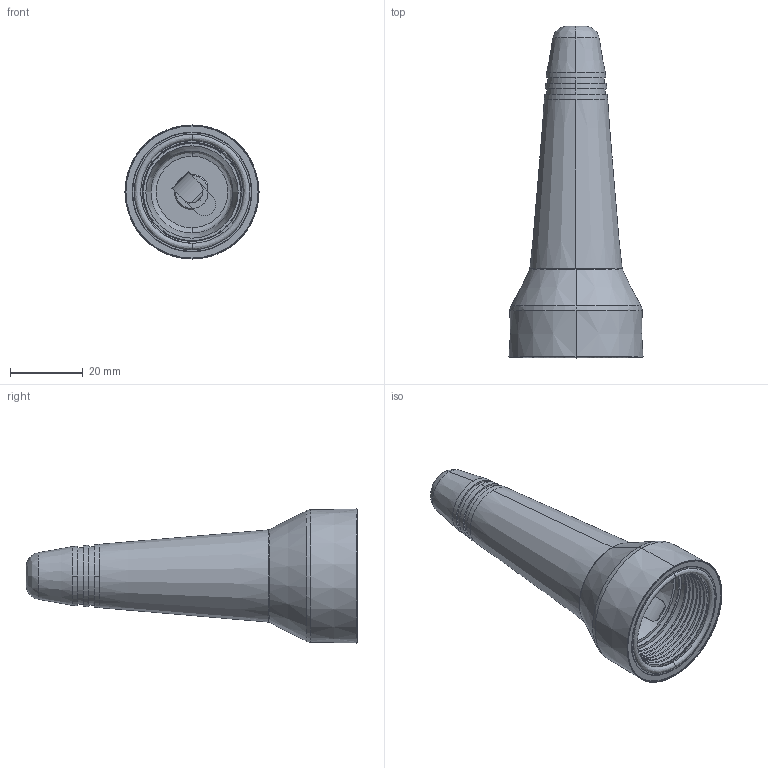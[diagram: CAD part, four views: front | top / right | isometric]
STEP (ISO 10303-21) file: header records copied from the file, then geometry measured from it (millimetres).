
FILE_DESCRIPTION (( 'STEP AP214' ), '1' );
FILE_NAME ('FM51MP1010_3D.step', '2023-01-17T21:11:56', ( '' ), ( '' ), 'SwSTEP 2.0', 'SolidWorks 2022', '' );
FILE_SCHEMA (( 'AUTOMOTIVE_DESIGN' ));
Length unit declared in the file: millimetre
Products named in the file (20): 6A-00002_REV-B; EM6A-00001-Z00_REV-A; 6-00071_REV-1; 7-00015_REV-A; 7-00060_REV-A; 6-A145-02; 18-00016_Rev-A; 9-00002_REV-A; 6A-00020_REV-A; GS 4-5_REV-A; 18-00016_Rev-A_wire; FM51MP1010_3D; 7-00059_Rev-A; 13-00003_REV-A_91280A104; 18-00016_Rev-A_jacket; 18A-00013_Rev-A; 7-00121_Rev-A; 5-00008_Rev-B; 7-00014_REV-A; GS 4-5-Mod_REV-A
Assembly tree (19 placements, depth 4):
  FM51MP1010_3D
    18A-00013_Rev-A
      18-00016_Rev-A
        18-00016_Rev-A_wire
        18-00016_Rev-A_jacket
      GS 4-5_REV-A
      GS 4-5-Mod_REV-A
    6A-00002_REV-B
      7-00014_REV-A
      6-A145-02
      7-00015_REV-A
    EM6A-00001-Z00_REV-A
      6A-00020_REV-A
        6-00071_REV-1
        7-00059_Rev-A
        7-00060_REV-A
      5-00008_Rev-B
      13-00003_REV-A_91280A104
      9-00002_REV-A
    7-00121_Rev-A
Bounding box: 36.91 x 91.41 x 36.91 mm (x, y, z)
Surface area: 23901.4 mm2 (no closed solid volume)
Topology: 0 solids, 14 shells, 763 faces, 2031 edges, 1322 vertices
Faces by surface type: cylinder 391, bspline 197, plane 91, cone 84
Entity records: 51478 total; most frequent: CARTESIAN_POINT 25396, ORIENTED_EDGE 4054, DIRECTION 3088, EDGE_CURVE 2027, VERTEX_POINT 1322, AXIS2_PLACEMENT_3D 1216, EDGE_LOOP 813, UNCERTAINTY_MEASURE_WITH_UNIT 797
